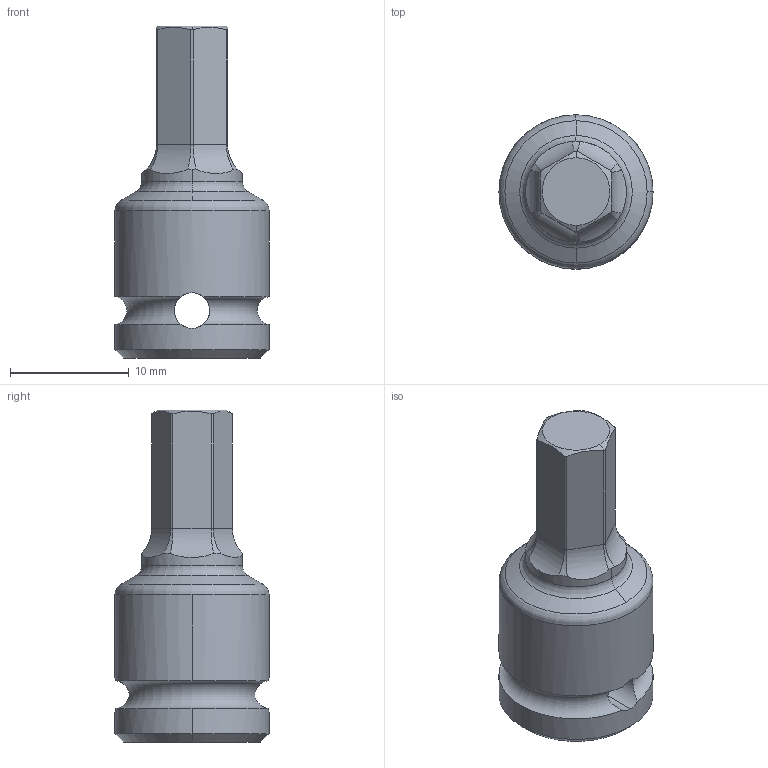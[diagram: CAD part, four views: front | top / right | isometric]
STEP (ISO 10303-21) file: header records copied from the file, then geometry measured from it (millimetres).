
FILE_DESCRIPTION((''),'2;1');
FILE_NAME('4027112306','2024-01-08T10:07:28',('a00565553'),(''),'CREO PARAMETRIC BY PTC INC, 2022414','CREO PARAMETRIC BY PTC INC, 2022414','');
FILE_SCHEMA(('CONFIG_CONTROL_DESIGN','GEOMETRIC_VALIDATION_PROPERTIES_MIM'));
Length unit declared in the file: millimetre
Products named in the file (1): 4027112306
Bounding box: 13 x 13 x 28 mm (x, y, z)
Volume: 1869.1 mm3; surface area: 1292.2 mm2
Topology: 1 solids, 1 shells, 67 faces, 173 edges, 106 vertices
Faces by surface type: cylinder 27, plane 18, torus 12, cone 10
Entity records: 2435 total; most frequent: CARTESIAN_POINT 731, ORIENTED_EDGE 346, DIRECTION 322, EDGE_CURVE 173, AXIS2_PLACEMENT_3D 133, VERTEX_POINT 106, EDGE_LOOP 69, FACE_OUTER_BOUND 67
